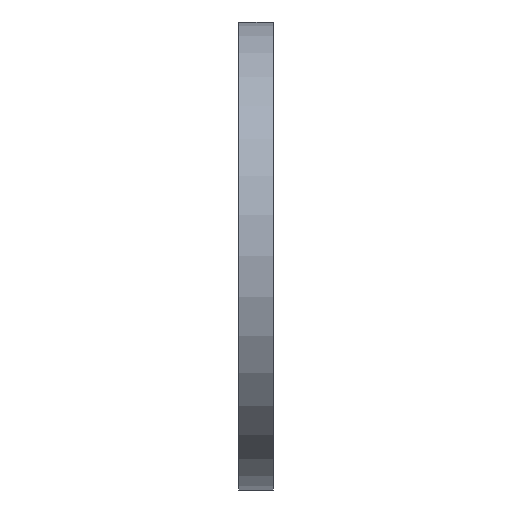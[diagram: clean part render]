
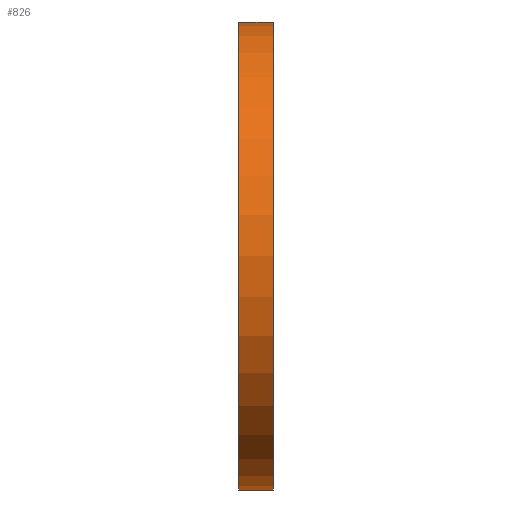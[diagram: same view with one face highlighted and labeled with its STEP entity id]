
A CAD part, left-side view. The second image highlights one B-rep face of the part: STEP entity #826.
In plain terms, the highlighted cylindrical face has radius 13.5 mm (diameter 27 mm), a partial arc.
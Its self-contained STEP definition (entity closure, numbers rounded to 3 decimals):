
#33 = CIRCLE ( 'NONE', #232, 13.5 ) ;
#49 = EDGE_LOOP ( 'NONE', ( #517, #381, #525, #317 ) ) ;
#87 = CARTESIAN_POINT ( 'NONE',  ( -32., 2., 0. ) ) ;
#98 = VERTEX_POINT ( 'NONE', #872 ) ;
#118 = VERTEX_POINT ( 'NONE', #512 ) ;
#169 = DIRECTION ( 'NONE',  ( 0., -1., 0. ) ) ;
#177 = LINE ( 'NONE', #291, #857 ) ;
#222 = VECTOR ( 'NONE', #169, 1000. ) ;
#223 = DIRECTION ( 'NONE',  ( 0., 1., 0. ) ) ;
#232 = AXIS2_PLACEMENT_3D ( 'NONE', #87, #223, #573 ) ;
#291 = CARTESIAN_POINT ( 'NONE',  ( -32., 2., -13.5 ) ) ;
#317 = ORIENTED_EDGE ( 'NONE', *, *, #679, .F. ) ;
#334 = CARTESIAN_POINT ( 'NONE',  ( -32., 0., 0. ) ) ;
#381 = ORIENTED_EDGE ( 'NONE', *, *, #815, .F. ) ;
#498 = CARTESIAN_POINT ( 'NONE',  ( -32., 2., 13.5 ) ) ;
#504 = CARTESIAN_POINT ( 'NONE',  ( -32., 0., 13.5 ) ) ;
#512 = CARTESIAN_POINT ( 'NONE',  ( -32., 0., -13.5 ) ) ;
#517 = ORIENTED_EDGE ( 'NONE', *, *, #600, .F. ) ;
#525 = ORIENTED_EDGE ( 'NONE', *, *, #783, .F. ) ;
#560 = VERTEX_POINT ( 'NONE', #498 ) ;
#573 = DIRECTION ( 'NONE',  ( 0., 0., -1. ) ) ;
#600 = EDGE_CURVE ( 'NONE', #118, #98, #177, .T. ) ;
#645 = FACE_OUTER_BOUND ( 'NONE', #49, .T. ) ;
#671 = VERTEX_POINT ( 'NONE', #504 ) ;
#679 = EDGE_CURVE ( 'NONE', #98, #560, #33, .T. ) ;
#734 = AXIS2_PLACEMENT_3D ( 'NONE', #334, #742, #823 ) ;
#742 = DIRECTION ( 'NONE',  ( 0., -1., 0. ) ) ;
#781 = DIRECTION ( 'NONE',  ( 0., 1., 0. ) ) ;
#783 = EDGE_CURVE ( 'NONE', #560, #671, #838, .T. ) ;
#810 = CARTESIAN_POINT ( 'NONE',  ( -32., 2., 13.5 ) ) ;
#815 = EDGE_CURVE ( 'NONE', #671, #118, #825, .T. ) ;
#823 = DIRECTION ( 'NONE',  ( 0., 0., -1. ) ) ;
#825 = CIRCLE ( 'NONE', #921, 13.5 ) ;
#826 = ADVANCED_FACE ( 'NONE', ( #645 ), #851, .T. ) ;
#829 = CARTESIAN_POINT ( 'NONE',  ( -32., 0., 0. ) ) ;
#838 = LINE ( 'NONE', #810, #222 ) ;
#851 = CYLINDRICAL_SURFACE ( 'NONE', #734, 13.5 ) ;
#857 = VECTOR ( 'NONE', #781, 1000. ) ;
#872 = CARTESIAN_POINT ( 'NONE',  ( -32., 2., -13.5 ) ) ;
#895 = DIRECTION ( 'NONE',  ( 0., -1., 0. ) ) ;
#900 = DIRECTION ( 'NONE',  ( 0., 0., -1. ) ) ;
#921 = AXIS2_PLACEMENT_3D ( 'NONE', #829, #895, #900 ) ;
